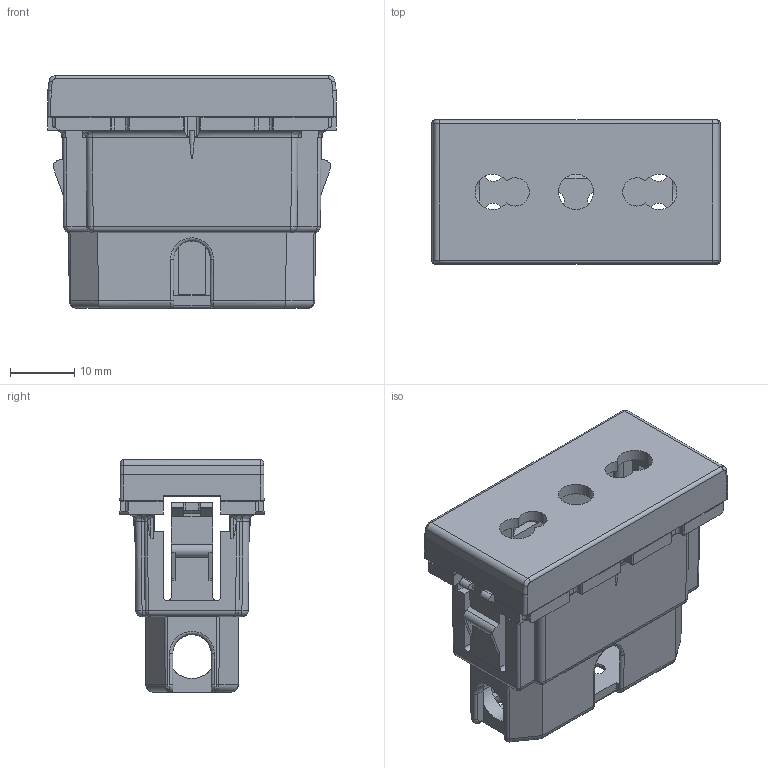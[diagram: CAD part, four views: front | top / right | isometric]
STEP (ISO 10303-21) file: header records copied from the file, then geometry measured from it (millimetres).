
FILE_DESCRIPTION(('CATIA V5 STEP Exchange','CAx-IF Rec.Pracs.--- Model Styling and Organization---1.5--- 2016-08-15','CAx-IF Rec.Pracs.---Supplemental Geometry---1.0---2011-11-01','CAx-IF Rec.Pracs.--- Composite Materials ---1.1---2010-07-15'),'2;1');
FILE_NAME('077511.stp','2023-05-11T07:57:25+00:00',('none'),('none'),'CATIA Version 5-6 Release 2020 SP3','CATIA V5 STEP AP214 v2','none');
FILE_SCHEMA(('AUTOMOTIVE_DESIGN { 1 0 10303 214 1 1 1 1 }'));
Length unit declared in the file: millimetre
Products named in the file (1): 077511
Bounding box: 45.05 x 22.48 x 36.3 mm (x, y, z)
Volume: 9400.4 mm3; surface area: 12209.4 mm2
Topology: 2 solids, 2 shells, 672 faces, 1944 edges, 1252 vertices
Faces by surface type: plane 381, cylinder 208, bspline 39, cone 18, torus 18, sphere 8
Entity records: 24539 total; most frequent: CARTESIAN_POINT 8854, ORIENTED_EDGE 3852, DIRECTION 2291, EDGE_CURVE 1926, VERTEX_POINT 1250, VECTOR 1159, LINE 1159, EDGE_LOOP 700
